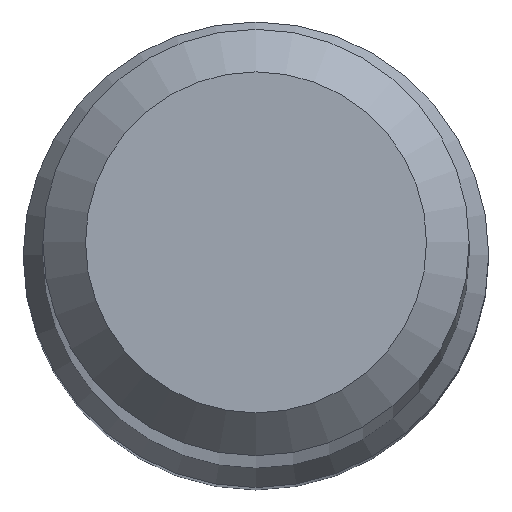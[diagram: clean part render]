
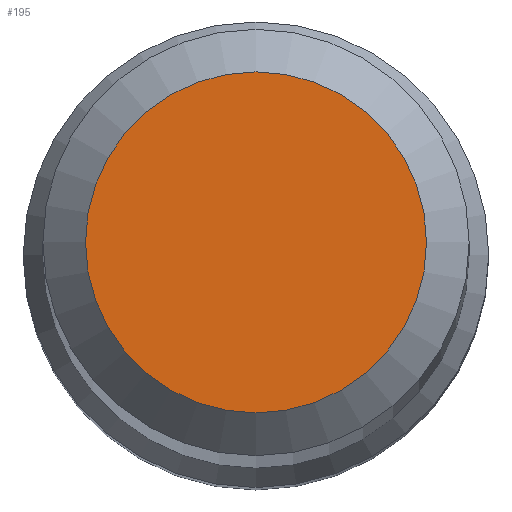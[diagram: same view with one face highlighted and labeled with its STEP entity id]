
A CAD part, top view. The second image highlights one B-rep face of the part: STEP entity #195.
In plain terms, the highlighted planar face has unit normal (0, 0, 1).
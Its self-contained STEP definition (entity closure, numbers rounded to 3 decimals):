
#12 = CIRCLE ( 'NONE', #125, 1.6 ) ;
#16 = AXIS2_PLACEMENT_3D ( 'NONE', #49, #68, #100 ) ;
#49 = CARTESIAN_POINT ( 'NONE',  ( 0., 0., 80. ) ) ;
#68 = DIRECTION ( 'NONE',  ( 0., 0., 1. ) ) ;
#72 = ORIENTED_EDGE ( 'NONE', *, *, #176, .F. ) ;
#100 = DIRECTION ( 'NONE',  ( 0., -1., 0. ) ) ;
#118 = PLANE ( 'NONE',  #16 ) ;
#125 = AXIS2_PLACEMENT_3D ( 'NONE', #198, #196, #136 ) ;
#136 = DIRECTION ( 'NONE',  ( 0., 1., 0. ) ) ;
#176 = EDGE_CURVE ( 'NONE', #194, #194, #12, .T. ) ;
#179 = CARTESIAN_POINT ( 'NONE',  ( 0., 1.6, 80. ) ) ;
#194 = VERTEX_POINT ( 'NONE', #179 ) ;
#195 = ADVANCED_FACE ( 'NONE', ( #219 ), #118, .T. ) ;
#196 = DIRECTION ( 'NONE',  ( 0., 0., -1. ) ) ;
#198 = CARTESIAN_POINT ( 'NONE',  ( 0., 0., 80. ) ) ;
#215 = EDGE_LOOP ( 'NONE', ( #72 ) ) ;
#219 = FACE_OUTER_BOUND ( 'NONE', #215, .T. ) ;
